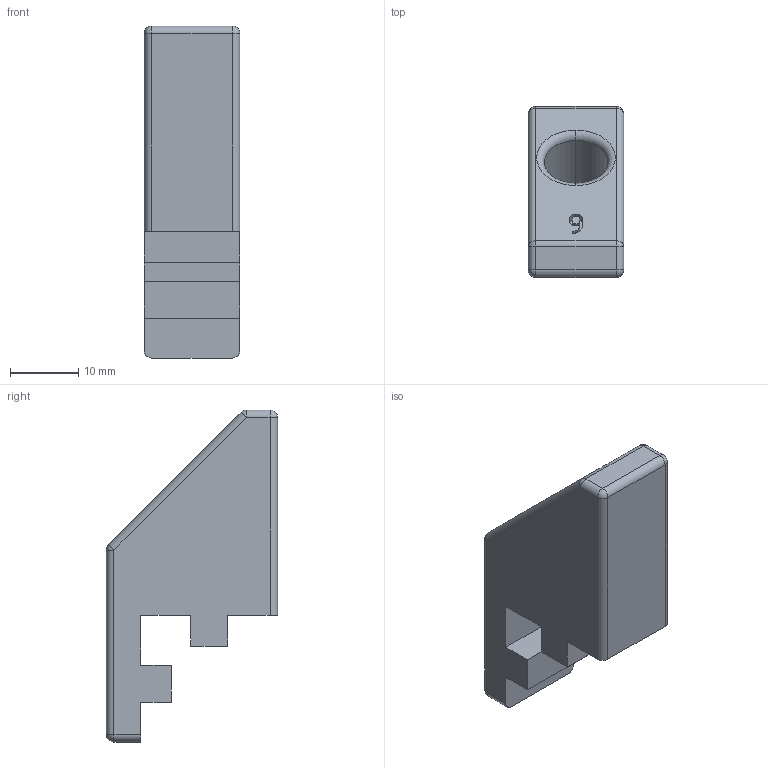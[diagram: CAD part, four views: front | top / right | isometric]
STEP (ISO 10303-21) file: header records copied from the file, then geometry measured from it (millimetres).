
FILE_DESCRIPTION (( 'STEP AP203' ), '1' );
FILE_NAME ('ô9.STEP', '2025-11-05T06:15:56', ( '' ), ( '' ), 'SwSTEP 2.0', 'SolidWorks 2025', '' );
FILE_SCHEMA (( 'CONFIG_CONTROL_DESIGN' ));
Length unit declared in the file: millimetre
Products named in the file (1): ф9
Bounding box: 14 x 25 x 48.5 mm (x, y, z)
Volume: 8927.7 mm3; surface area: 3715.4 mm2
Topology: 1 solids, 1 shells, 64 faces, 159 edges, 92 vertices
Faces by surface type: plane 26, cylinder 16, bspline 12, sphere 8, torus 2
Entity records: 2432 total; most frequent: CARTESIAN_POINT 944, ORIENTED_EDGE 302, DIRECTION 269, EDGE_CURVE 151, VERTEX_POINT 92, LINE 91, VECTOR 91, AXIS2_PLACEMENT_3D 89
